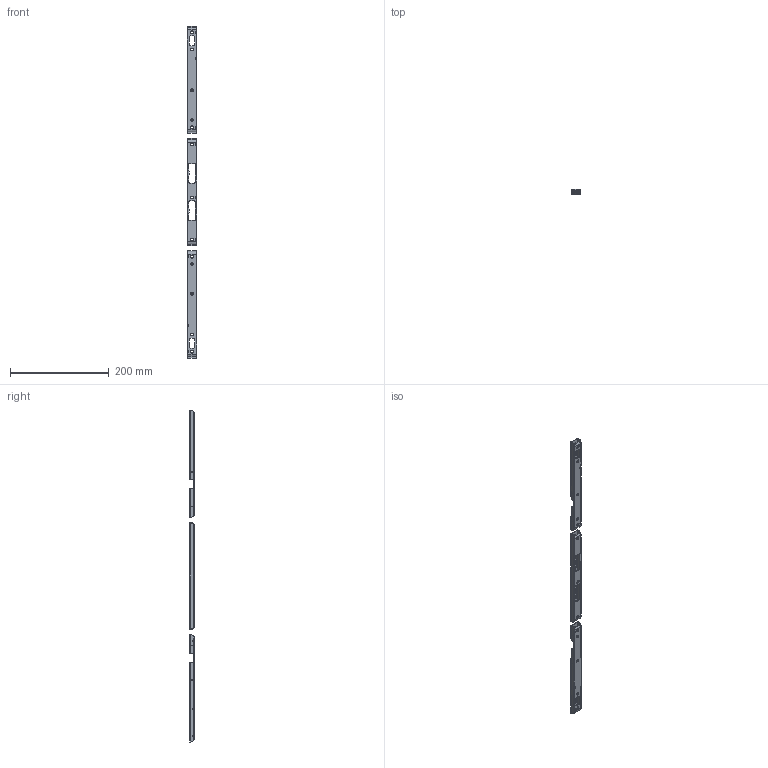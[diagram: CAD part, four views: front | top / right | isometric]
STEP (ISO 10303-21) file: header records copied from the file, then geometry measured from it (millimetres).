
FILE_DESCRIPTION (( 'STEP AP203' ), '1' );
FILE_NAME ('B-30740.354X.STEP', '2023-11-22T16:17:37', ( '' ), ( '' ), 'SwSTEP 2.0', 'SolidWorks 2022', '' );
FILE_SCHEMA (( 'CONFIG_CONTROL_DESIGN' ));
Length unit declared in the file: millimetre
Products named in the file (7): D001338226-001; D001338204-001; D001338206-001; D001338258-001; D001169255-001; B-30740.354X; D001338244-001
Assembly tree (11 placements, depth 3):
  B-30740.354X
    D001169255-001
    D001338244-001
      D001338206-001
      D001338204-001
      D001338226-001  x2
    D001338258-001
      D001338206-001
      D001338204-001
      D001338226-001  x2
Bounding box: 20 x 10 x 671 mm (x, y, z)
Volume: 51995 mm3; surface area: 65328.8 mm2
Topology: 9 solids, 9 shells, 561 faces, 1511 edges, 932 vertices
Faces by surface type: cylinder 253, plane 158, cone 74, torus 60, bspline 16
Entity records: 11091 total; most frequent: CARTESIAN_POINT 2426, DIRECTION 1668, ORIENTED_EDGE 1664, EDGE_CURVE 832, AXIS2_PLACEMENT_3D 623, VERTEX_POINT 521, VECTOR 422, LINE 422
